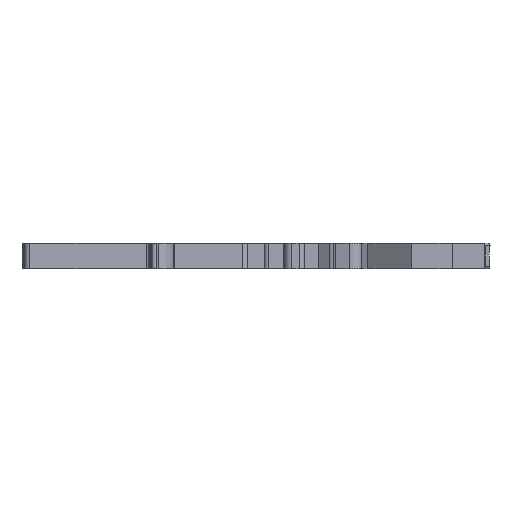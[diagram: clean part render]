
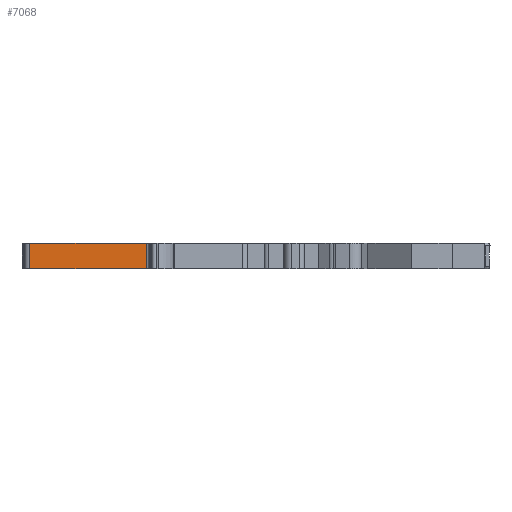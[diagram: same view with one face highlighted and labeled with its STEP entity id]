
A CAD part, front view. The second image highlights one B-rep face of the part: STEP entity #7068.
In plain terms, the highlighted planar face has unit normal (0, -1, 0).
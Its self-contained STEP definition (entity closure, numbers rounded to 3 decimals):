
#2044=DIRECTION('',(-1.,0.,0.));
#2045=VECTOR('',#2044,22.8);
#2046=CARTESIAN_POINT('',(-21.25,-34.,-2.5));
#2047=LINE('',#2046,#2045);
#2048=DIRECTION('',(1.,0.,0.));
#2049=VECTOR('',#2048,22.8);
#2050=CARTESIAN_POINT('',(-44.05,-34.,2.5));
#2051=LINE('',#2050,#2049);
#2052=DIRECTION('',(0.,0.,-1.));
#2053=VECTOR('',#2052,5.);
#2054=CARTESIAN_POINT('',(-21.25,-34.,2.5));
#2055=LINE('',#2054,#2053);
#2056=DIRECTION('',(0.,0.,-1.));
#2057=VECTOR('',#2056,5.);
#2058=CARTESIAN_POINT('',(-44.05,-34.,2.5));
#2059=LINE('',#2058,#2057);
#3743=CARTESIAN_POINT('',(-44.05,-34.,-2.5));
#3744=VERTEX_POINT('',#3743);
#3745=CARTESIAN_POINT('',(-21.25,-34.,-2.5));
#3746=VERTEX_POINT('',#3745);
#4287=CARTESIAN_POINT('',(-21.25,-34.,2.5));
#4288=VERTEX_POINT('',#4287);
#4289=CARTESIAN_POINT('',(-44.05,-34.,2.5));
#4290=VERTEX_POINT('',#4289);
#7056=CARTESIAN_POINT('',(-32.65,-34.,0.));
#7057=DIRECTION('',(0.,1.,0.));
#7058=DIRECTION('',(1.,0.,0.));
#7059=AXIS2_PLACEMENT_3D('',#7056,#7057,#7058);
#7060=PLANE('',#7059);
#7061=ORIENTED_EDGE('',*,*,#5078,.T.);
#7063=ORIENTED_EDGE('',*,*,#7062,.F.);
#7064=ORIENTED_EDGE('',*,*,#5526,.T.);
#7065=ORIENTED_EDGE('',*,*,#7049,.T.);
#7066=EDGE_LOOP('',(#7061,#7063,#7064,#7065));
#7067=FACE_OUTER_BOUND('',#7066,.F.);
#5078=EDGE_CURVE('',#3746,#3744,#2047,.T.);
#5526=EDGE_CURVE('',#4290,#4288,#2051,.T.);
#7049=EDGE_CURVE('',#4288,#3746,#2055,.T.);
#7062=EDGE_CURVE('',#4290,#3744,#2059,.T.);
#7068=ADVANCED_FACE('',(#7067),#7060,.F.);
